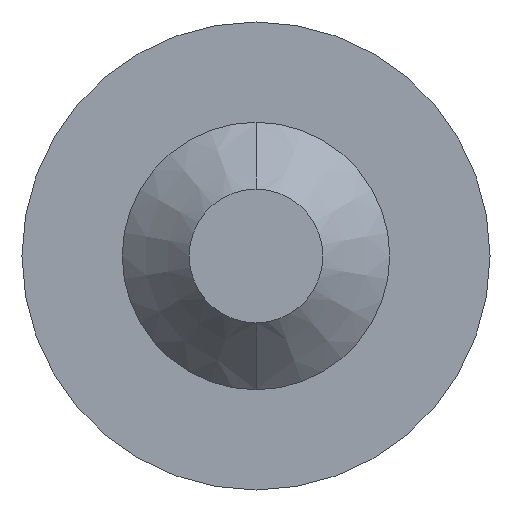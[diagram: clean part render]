
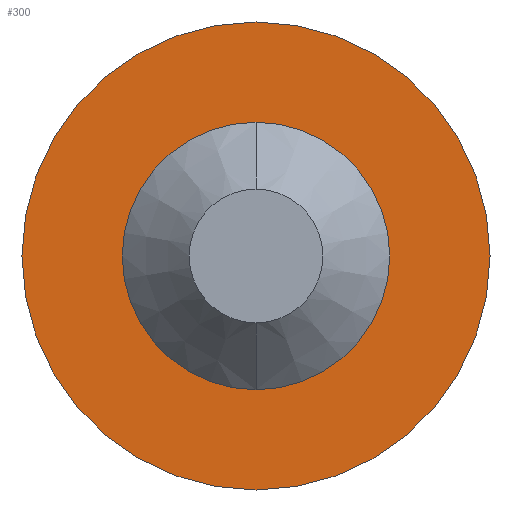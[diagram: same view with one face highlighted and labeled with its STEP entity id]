
A CAD part, front view. The second image highlights one B-rep face of the part: STEP entity #300.
In plain terms, the highlighted planar face has unit normal (0, -1, 0).
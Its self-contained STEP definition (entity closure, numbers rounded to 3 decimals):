
#4 = CARTESIAN_POINT ( 'NONE',  ( 0., 0., 0. ) ) ;
#34 = EDGE_CURVE ( 'NONE', #347, #520, #579, .T. ) ;
#82 = VERTEX_POINT ( 'NONE', #463 ) ;
#102 = CARTESIAN_POINT ( 'NONE',  ( 0., 0., -1. ) ) ;
#126 = CARTESIAN_POINT ( 'NONE',  ( 0., 0., 0. ) ) ;
#136 = DIRECTION ( 'NONE',  ( 0., 0., 1. ) ) ;
#141 = AXIS2_PLACEMENT_3D ( 'NONE', #126, #410, #136 ) ;
#144 = ORIENTED_EDGE ( 'NONE', *, *, #34, .T. ) ;
#168 = EDGE_CURVE ( 'NONE', #82, #430, #338, .T. ) ;
#179 = CIRCLE ( 'NONE', #345, 1. ) ;
#195 = DIRECTION ( 'NONE',  ( 0., 0., 1. ) ) ;
#240 = ORIENTED_EDGE ( 'NONE', *, *, #327, .T. ) ;
#241 = DIRECTION ( 'NONE',  ( 0., 1., 0. ) ) ;
#251 = CARTESIAN_POINT ( 'NONE',  ( 0., 0., -1.75 ) ) ;
#255 = DIRECTION ( 'NONE',  ( 0., 0., 1. ) ) ;
#287 = AXIS2_PLACEMENT_3D ( 'NONE', #475, #241, #571 ) ;
#300 = ADVANCED_FACE ( 'NONE', ( #464, #397 ), #627, .F. ) ;
#327 = EDGE_CURVE ( 'NONE', #520, #347, #179, .T. ) ;
#338 = CIRCLE ( 'NONE', #447, 1.75 ) ;
#345 = AXIS2_PLACEMENT_3D ( 'NONE', #4, #441, #255 ) ;
#347 = VERTEX_POINT ( 'NONE', #102 ) ;
#355 = CARTESIAN_POINT ( 'NONE',  ( 0., 0., 1. ) ) ;
#359 = DIRECTION ( 'NONE',  ( 0., 1., 0. ) ) ;
#390 = ORIENTED_EDGE ( 'NONE', *, *, #623, .F. ) ;
#397 = FACE_OUTER_BOUND ( 'NONE', #444, .T. ) ;
#408 = CARTESIAN_POINT ( 'NONE',  ( 0., 0., 0. ) ) ;
#410 = DIRECTION ( 'NONE',  ( 0., 1., 0. ) ) ;
#430 = VERTEX_POINT ( 'NONE', #251 ) ;
#438 = ORIENTED_EDGE ( 'NONE', *, *, #168, .F. ) ;
#441 = DIRECTION ( 'NONE',  ( 0., 1., 0. ) ) ;
#444 = EDGE_LOOP ( 'NONE', ( #390, #438 ) ) ;
#447 = AXIS2_PLACEMENT_3D ( 'NONE', #530, #523, #195 ) ;
#452 = AXIS2_PLACEMENT_3D ( 'NONE', #408, #359, #507 ) ;
#463 = CARTESIAN_POINT ( 'NONE',  ( 0., 0., 1.75 ) ) ;
#464 = FACE_BOUND ( 'NONE', #560, .T. ) ;
#475 = CARTESIAN_POINT ( 'NONE',  ( 0., 0., 0. ) ) ;
#507 = DIRECTION ( 'NONE',  ( 0., 0., 1. ) ) ;
#520 = VERTEX_POINT ( 'NONE', #355 ) ;
#523 = DIRECTION ( 'NONE',  ( 0., 1., 0. ) ) ;
#530 = CARTESIAN_POINT ( 'NONE',  ( 0., 0., 0. ) ) ;
#536 = CIRCLE ( 'NONE', #141, 1.75 ) ;
#560 = EDGE_LOOP ( 'NONE', ( #240, #144 ) ) ;
#571 = DIRECTION ( 'NONE',  ( 0., 0., 1. ) ) ;
#579 = CIRCLE ( 'NONE', #452, 1. ) ;
#623 = EDGE_CURVE ( 'NONE', #430, #82, #536, .T. ) ;
#627 = PLANE ( 'NONE',  #287 ) ;
